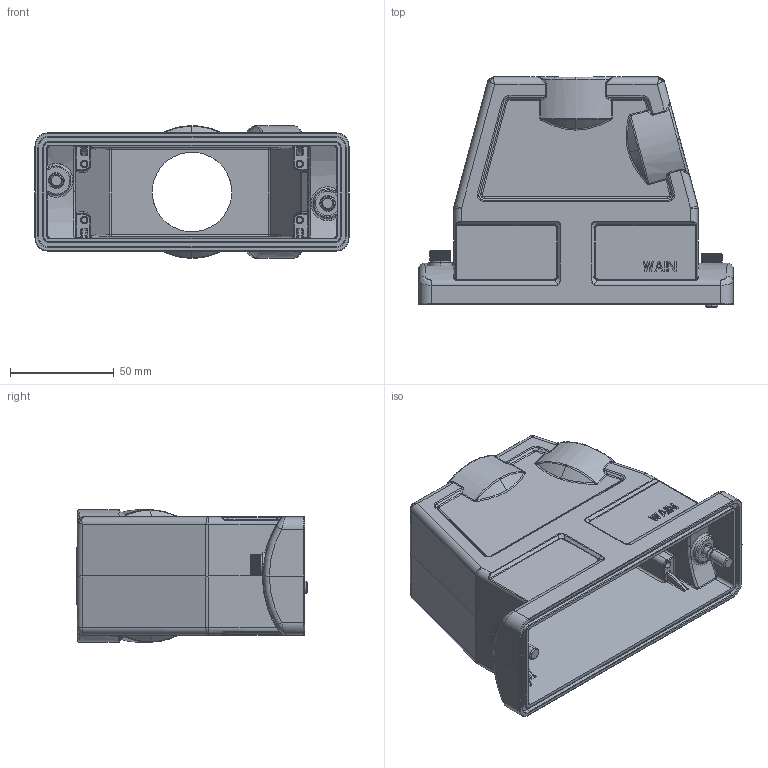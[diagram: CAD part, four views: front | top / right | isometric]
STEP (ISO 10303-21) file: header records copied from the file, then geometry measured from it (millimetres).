
FILE_DESCRIPTION((''),'2;1');
FILE_NAME('HC24B-TEHH-2S-M40_ASM','2020-11-12T',('dn.ye'),(''),'PRO/ENGINEER BY PARAMETRIC TECHNOLOGY CORPORATION, 2012480','PRO/ENGINEER BY PARAMETRIC TECHNOLOGY CORPORATION, 2012480','');
FILE_SCHEMA(('CONFIG_CONTROL_DESIGN'));
Length unit declared in the file: millimetre
Products named in the file (11): 3D_1300244201005_HC24B-TEHH-2S-; _____1_1; PRODUCT_41639_1_1; M6X20--_____ASM_1_ASM_1_ASM; 4_0X1_5--__O_1_1; 4_8X1_8--O__1_1; M6-__1_1; ASM0001_ASM_2_ASM_1_ASM; M6_ASM_1_ASM_1_ASM; ASM0001_ASM_1_ASM; HC24B-TEHH-2S-M40_ASM
Assembly tree (11 placements, depth 6):
  HC24B-TEHH-2S-M40_ASM
    ASM0001_ASM_1_ASM
      3D_1300244201005_HC24B-TEHH-2S-
      M6_ASM_1_ASM_1_ASM  x2
        ASM0001_ASM_2_ASM_1_ASM
          M6X20--_____ASM_1_ASM_1_ASM
            _____1_1
            PRODUCT_41639_1_1
          4_0X1_5--__O_1_1
          4_8X1_8--O__1_1
          M6-__1_1
Bounding box: 152 x 111.3 x 64 mm (x, y, z)
Volume: 209774.6 mm3; surface area: 85479.6 mm2
Topology: 11 solids, 11 shells, 1349 faces, 3518 edges, 2175 vertices
Faces by surface type: plane 555, cylinder 421, bspline 196, torus 98, cone 44, sphere 35
Entity records: 41315 total; most frequent: CARTESIAN_POINT 17525, ORIENTED_EDGE 5282, DIRECTION 4474, EDGE_CURVE 2641, AXIS2_PLACEMENT_3D 1650, VERTEX_POINT 1622, VECTOR 1174, LINE 1174
